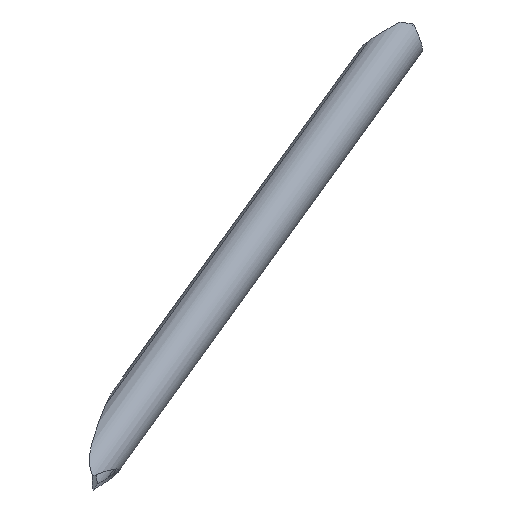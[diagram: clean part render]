
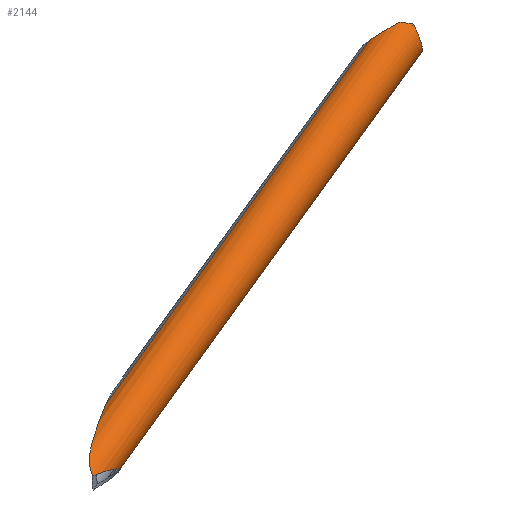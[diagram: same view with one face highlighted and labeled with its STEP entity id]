
A CAD part, front view. The second image highlights one B-rep face of the part: STEP entity #2144.
In plain terms, the highlighted cylindrical face has radius 12.5 mm (diameter 25 mm), a partial arc.
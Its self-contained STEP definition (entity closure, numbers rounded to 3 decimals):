
#744=CARTESIAN_POINT('Control Point',(-645.157,141.95,-48.293)) ;
#745=CARTESIAN_POINT('Control Point',(-645.575,141.83,-47.431)) ;
#746=CARTESIAN_POINT('Control Point',(-645.951,141.818,-46.535)) ;
#747=CARTESIAN_POINT('Control Point',(-646.255,141.913,-45.612)) ;
#748=CARTESIAN_POINT('Control Point',(-646.699,142.264,-43.751)) ;
#749=CARTESIAN_POINT('Control Point',(-646.857,142.852,-41.906)) ;
#750=CARTESIAN_POINT('Control Point',(-646.873,143.187,-40.988)) ;
#751=CARTESIAN_POINT('Control Point',(-646.774,144.344,-38.083)) ;
#752=CARTESIAN_POINT('Control Point',(-646.281,145.707,-35.296)) ;
#753=CARTESIAN_POINT('Control Point',(-645.855,146.678,-33.423)) ;
#754=CARTESIAN_POINT('Control Point',(-645.178,148.076,-30.877)) ;
#755=CARTESIAN_POINT('Control Point',(-644.417,149.538,-28.393)) ;
#756=CARTESIAN_POINT('Control Point',(-644.201,149.948,-27.708)) ;
#757=CARTESIAN_POINT('Control Point',(-643.341,151.56,-25.068)) ;
#758=CARTESIAN_POINT('Control Point',(-642.419,153.246,-22.494)) ;
#759=CARTESIAN_POINT('Control Point',(-641.717,154.536,-20.63)) ;
#760=CARTESIAN_POINT('Control Point',(-640.735,156.367,-18.135)) ;
#761=CARTESIAN_POINT('Control Point',(-639.734,158.318,-15.745)) ;
#762=CARTESIAN_POINT('Control Point',(-639.467,158.843,-15.12)) ;
#763=CARTESIAN_POINT('Control Point',(-639.2,159.379,-14.503)) ;
#764=CARTESIAN_POINT('Control Point',(-638.933,159.927,-13.898)) ;
#765=CARTESIAN_POINT('Vertex',(-645.157,141.95,-48.293)) ;
#767=CARTESIAN_POINT('Vertex',(-638.933,159.927,-13.898)) ;
#882=CARTESIAN_POINT('Vertex',(-487.497,248.003,156.657)) ;
#885=CARTESIAN_POINT('Line Origine',(-566.041,202.321,47.982)) ;
#889=CARTESIAN_POINT('Vertex',(-636.677,161.239,-49.751)) ;
#934=CARTESIAN_POINT('Line Origine',(-582.62,192.679,64.018)) ;
#938=CARTESIAN_POINT('Vertex',(-512.466,233.481,161.085)) ;
#1931=CARTESIAN_POINT('Vertex',(-633.698,151.525,-44.935)) ;
#1935=CARTESIAN_POINT('Control Point',(-645.157,141.95,-48.293)) ;
#1936=CARTESIAN_POINT('Control Point',(-643.977,142.538,-47.818)) ;
#1937=CARTESIAN_POINT('Control Point',(-642.811,143.173,-47.367)) ;
#1938=CARTESIAN_POINT('Control Point',(-641.666,143.857,-46.943)) ;
#1939=CARTESIAN_POINT('Control Point',(-639.162,145.508,-46.067)) ;
#1940=CARTESIAN_POINT('Control Point',(-636.832,147.481,-45.392)) ;
#1941=CARTESIAN_POINT('Control Point',(-635.631,148.672,-45.101)) ;
#1942=CARTESIAN_POINT('Control Point',(-634.527,150.024,-44.917)) ;
#1943=CARTESIAN_POINT('Control Point',(-633.698,151.525,-44.935)) ;
#1958=CARTESIAN_POINT('Control Point',(-633.698,151.525,-44.935)) ;
#1959=CARTESIAN_POINT('Control Point',(-633.352,152.152,-44.942)) ;
#1960=CARTESIAN_POINT('Control Point',(-633.054,152.804,-44.985)) ;
#1961=CARTESIAN_POINT('Control Point',(-632.815,153.483,-45.07)) ;
#1962=CARTESIAN_POINT('Control Point',(-632.548,154.666,-45.302)) ;
#1963=CARTESIAN_POINT('Control Point',(-632.549,155.835,-45.681)) ;
#1964=CARTESIAN_POINT('Control Point',(-632.6,156.308,-45.862)) ;
#1965=CARTESIAN_POINT('Control Point',(-632.833,157.392,-46.344)) ;
#1966=CARTESIAN_POINT('Control Point',(-633.308,158.349,-46.92)) ;
#1967=CARTESIAN_POINT('Control Point',(-633.651,158.852,-47.276)) ;
#1968=CARTESIAN_POINT('Control Point',(-634.398,159.72,-47.977)) ;
#1969=CARTESIAN_POINT('Control Point',(-635.284,160.421,-48.703)) ;
#1970=CARTESIAN_POINT('Control Point',(-635.731,160.723,-49.052)) ;
#1971=CARTESIAN_POINT('Control Point',(-636.197,160.994,-49.402)) ;
#1972=CARTESIAN_POINT('Control Point',(-636.677,161.239,-49.751)) ;
#2017=CARTESIAN_POINT('Vertex',(-486.696,244.685,156.17)) ;
#2021=CARTESIAN_POINT('Control Point',(-487.497,248.003,156.657)) ;
#2022=CARTESIAN_POINT('Control Point',(-487.172,246.939,156.353)) ;
#2023=CARTESIAN_POINT('Control Point',(-486.899,245.82,156.184)) ;
#2024=CARTESIAN_POINT('Control Point',(-486.696,244.685,156.17)) ;
#2048=CARTESIAN_POINT('Vertex',(-490.637,232.386,169.367)) ;
#2052=CARTESIAN_POINT('Control Point',(-490.637,232.386,169.367)) ;
#2053=CARTESIAN_POINT('Control Point',(-489.938,232.29,167.886)) ;
#2054=CARTESIAN_POINT('Control Point',(-489.263,232.404,166.378)) ;
#2055=CARTESIAN_POINT('Control Point',(-488.629,232.74,164.874)) ;
#2056=CARTESIAN_POINT('Control Point',(-487.568,233.806,162.169)) ;
#2057=CARTESIAN_POINT('Control Point',(-486.813,235.667,159.828)) ;
#2058=CARTESIAN_POINT('Control Point',(-486.545,236.695,158.859)) ;
#2059=CARTESIAN_POINT('Control Point',(-486.237,238.82,157.388)) ;
#2060=CARTESIAN_POINT('Control Point',(-486.264,241.262,156.524)) ;
#2061=CARTESIAN_POINT('Control Point',(-486.345,242.4,156.272)) ;
#2062=CARTESIAN_POINT('Control Point',(-486.492,243.548,156.156)) ;
#2063=CARTESIAN_POINT('Control Point',(-486.696,244.685,156.17)) ;
#2097=CARTESIAN_POINT('Vertex',(-497.19,232.163,170.408)) ;
#2101=CARTESIAN_POINT('Control Point',(-497.19,232.163,170.408)) ;
#2102=CARTESIAN_POINT('Control Point',(-499.022,231.896,169.424)) ;
#2103=CARTESIAN_POINT('Control Point',(-500.85,231.721,168.413)) ;
#2104=CARTESIAN_POINT('Control Point',(-502.66,231.647,167.382)) ;
#2105=CARTESIAN_POINT('Control Point',(-505.796,231.71,165.533)) ;
#2106=CARTESIAN_POINT('Control Point',(-508.838,232.207,163.602)) ;
#2107=CARTESIAN_POINT('Control Point',(-510.091,232.506,162.777)) ;
#2108=CARTESIAN_POINT('Control Point',(-511.318,232.916,161.933)) ;
#2109=CARTESIAN_POINT('Control Point',(-512.466,233.481,161.085)) ;
#2121=CARTESIAN_POINT('Axis2P3D Location',(-574.331,197.5,56.)) ;
#2127=CARTESIAN_POINT('Control Point',(-490.637,232.386,169.367)) ;
#2128=CARTESIAN_POINT('Control Point',(-492.235,231.966,169.641)) ;
#2129=CARTESIAN_POINT('Control Point',(-493.892,231.771,169.912)) ;
#2130=CARTESIAN_POINT('Control Point',(-495.566,231.829,170.171)) ;
#2131=CARTESIAN_POINT('Control Point',(-497.19,232.163,170.408)) ;
#886=DIRECTION('Vector Direction',(-0.554,-0.322,-0.767)) ;
#935=DIRECTION('Vector Direction',(-0.554,-0.322,-0.767)) ;
#2122=DIRECTION('Axis2P3D Direction',(-0.554,-0.322,-0.767)) ;
#2123=DIRECTION('Axis2P3D XDirection',(0.663,0.386,-0.641)) ;
#2124=AXIS2_PLACEMENT_3D('Cylinder Axis2P3D',#2121,#2122,#2123) ;
#2134=ORIENTED_EDGE('',*,*,#2110,.T.) ;
#2135=ORIENTED_EDGE('',*,*,#940,.T.) ;
#2136=ORIENTED_EDGE('',*,*,#769,.F.) ;
#2137=ORIENTED_EDGE('',*,*,#1944,.T.) ;
#2138=ORIENTED_EDGE('',*,*,#1973,.T.) ;
#2139=ORIENTED_EDGE('',*,*,#891,.F.) ;
#2140=ORIENTED_EDGE('',*,*,#2025,.T.) ;
#2141=ORIENTED_EDGE('',*,*,#2064,.F.) ;
#2142=ORIENTED_EDGE('',*,*,#2132,.T.) ;
#887=VECTOR('Line Direction',#886,1.) ;
#936=VECTOR('Line Direction',#935,1.) ;
#2144=ADVANCED_FACE('Corps principal',(#2143),#2125,.T.) ;
#743=B_SPLINE_CURVE_WITH_KNOTS('',5,(#744,#745,#746,#747,#748,#749,#750,#751,#752,#753,#754,#755,#756,#757,#758,#759,#760,#761,#762,#763,#764),.UNSPECIFIED.,.F.,.U.,(6,3,3,3,3,3,6),(20.105,26.898,33.763,48.997,54.835,71.685,77.758),.UNSPECIFIED.) ;
#1934=B_SPLINE_CURVE_WITH_KNOTS('',5,(#1935,#1936,#1937,#1938,#1939,#1940,#1941,#1942,#1943),.UNSPECIFIED.,.F.,.U.,(6,3,6),(2.65,12.572,24.699),.UNSPECIFIED.) ;
#1957=B_SPLINE_CURVE_WITH_KNOTS('',5,(#1958,#1959,#1960,#1961,#1962,#1963,#1964,#1965,#1966,#1967,#1968,#1969,#1970,#1971,#1972),.UNSPECIFIED.,.F.,.U.,(6,3,3,3,6),(0.,5.059,8.639,13.564,18.101),.UNSPECIFIED.) ;
#2020=B_SPLINE_CURVE_WITH_KNOTS('',3,(#2021,#2022,#2023,#2024),.UNSPECIFIED.,.F.,.U.,(4,4),(0.,4.893),.UNSPECIFIED.) ;
#2051=B_SPLINE_CURVE_WITH_KNOTS('',5,(#2052,#2053,#2054,#2055,#2056,#2057,#2058,#2059,#2060,#2061,#2062,#2063),.UNSPECIFIED.,.F.,.U.,(6,3,3,6),(8.57,20.169,30.167,38.332),.UNSPECIFIED.) ;
#2100=B_SPLINE_CURVE_WITH_KNOTS('',5,(#2101,#2102,#2103,#2104,#2105,#2106,#2107,#2108,#2109),.UNSPECIFIED.,.F.,.U.,(6,3,6),(9.732,24.557,35.414),.UNSPECIFIED.) ;
#2126=B_SPLINE_CURVE_WITH_KNOTS('',4,(#2127,#2128,#2129,#2130,#2131),.UNSPECIFIED.,.F.,.U.,(5,5),(4.995,14.461),.UNSPECIFIED.) ;
#2125=CYLINDRICAL_SURFACE('generated cylinder',#2124,12.5) ;
#769=EDGE_CURVE('',#766,#768,#743,.T.) ;
#891=EDGE_CURVE('',#883,#890,#888,.T.) ;
#940=EDGE_CURVE('',#939,#768,#937,.T.) ;
#1944=EDGE_CURVE('',#766,#1932,#1934,.T.) ;
#1973=EDGE_CURVE('',#1932,#890,#1957,.T.) ;
#2025=EDGE_CURVE('',#883,#2018,#2020,.T.) ;
#2064=EDGE_CURVE('',#2049,#2018,#2051,.T.) ;
#2110=EDGE_CURVE('',#2098,#939,#2100,.T.) ;
#2132=EDGE_CURVE('',#2049,#2098,#2126,.T.) ;
#2133=EDGE_LOOP('',(#2134,#2135,#2136,#2137,#2138,#2139,#2140,#2141,#2142)) ;
#2143=FACE_OUTER_BOUND('',#2133,.T.) ;
#888=LINE('Line',#885,#887) ;
#937=LINE('Line',#934,#936) ;
#766=VERTEX_POINT('',#765) ;
#768=VERTEX_POINT('',#767) ;
#883=VERTEX_POINT('',#882) ;
#890=VERTEX_POINT('',#889) ;
#939=VERTEX_POINT('',#938) ;
#1932=VERTEX_POINT('',#1931) ;
#2018=VERTEX_POINT('',#2017) ;
#2049=VERTEX_POINT('',#2048) ;
#2098=VERTEX_POINT('',#2097) ;
